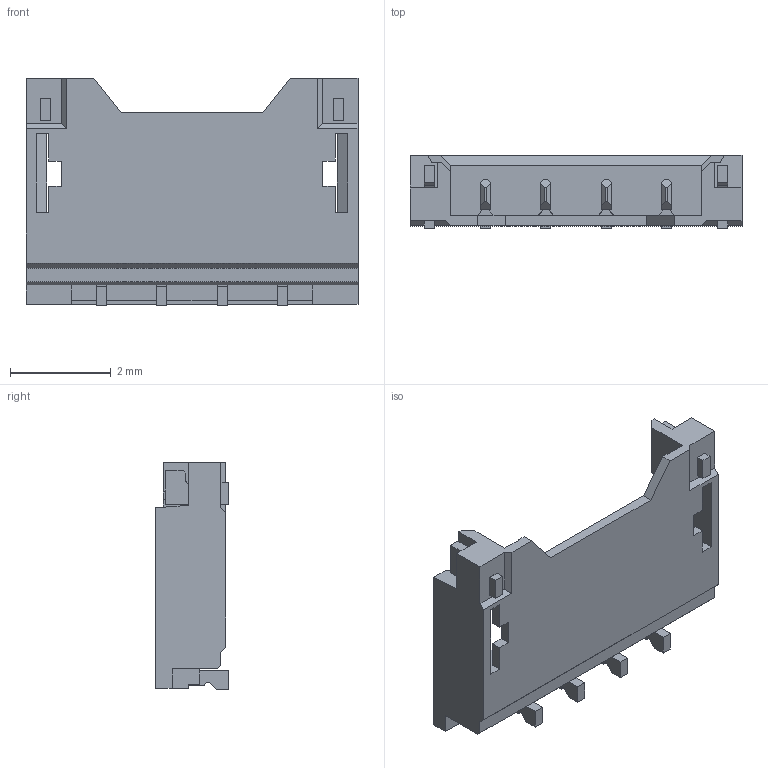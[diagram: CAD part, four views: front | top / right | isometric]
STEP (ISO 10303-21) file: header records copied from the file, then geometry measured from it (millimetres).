
FILE_DESCRIPTION (( 'STEP AP214' ), '1' );
FILE_NAME ('0781710004.STEP', '2023-02-17T19:38:50', ( '' ), ( '' ), 'SwSTEP 2.0', 'SolidWorks 2021', '' );
FILE_SCHEMA (( 'AUTOMOTIVE_DESIGN' ));
Length unit declared in the file: millimetre
Products named in the file (1): 0781710004
Bounding box: 6.6 x 1.45 x 4.53 mm (x, y, z)
Volume: 14 mm3; surface area: 113.4 mm2
Topology: 11 solids, 11 shells, 252 faces, 675 edges, 444 vertices
Faces by surface type: plane 246, cylinder 6
Entity records: 7827 total; most frequent: CARTESIAN_POINT 1372, ORIENTED_EDGE 1350, DIRECTION 1193, EDGE_CURVE 675, LINE 663, VECTOR 663, VERTEX_POINT 444, AXIS2_PLACEMENT_3D 265
